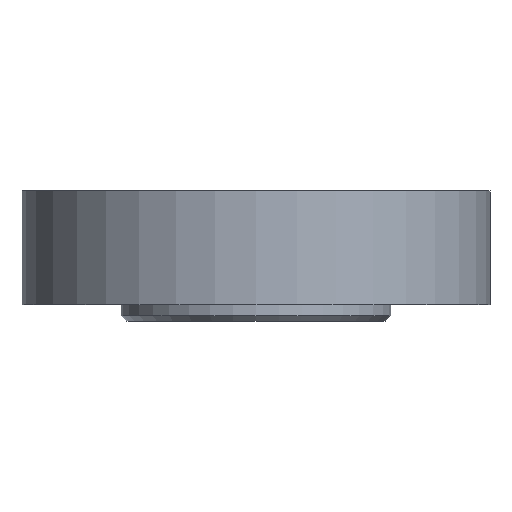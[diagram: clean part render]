
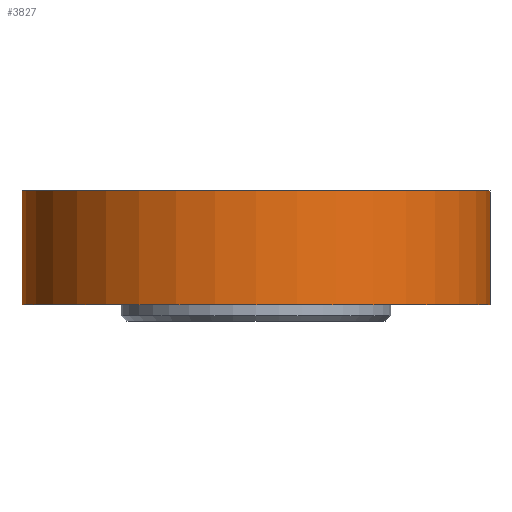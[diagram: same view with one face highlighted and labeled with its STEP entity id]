
A CAD part, front view. The second image highlights one B-rep face of the part: STEP entity #3827.
In plain terms, the highlighted cylindrical face has radius 21.6 mm (diameter 43.2 mm), a partial arc.
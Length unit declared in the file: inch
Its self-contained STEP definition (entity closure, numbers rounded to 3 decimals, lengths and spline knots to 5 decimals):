
#6=CARTESIAN_POINT('',(0.,0.,0.));
#7=DIRECTION('',(0.,0.,1.));
#8=DIRECTION('',(-1.,0.,0.));
#9=AXIS2_PLACEMENT_3D('',#6,#7,#8);
#21=DIRECTION('',(0.,0.,1.));
#22=VECTOR('',#21,0.41339);
#23=CARTESIAN_POINT('',(0.85039,0.,0.));
#24=LINE('',#23,#22);
#25=DIRECTION('',(0.,0.,1.));
#26=VECTOR('',#25,0.41339);
#27=CARTESIAN_POINT('',(-0.85039,0.,0.));
#28=LINE('',#27,#26);
#34=CARTESIAN_POINT('',(0.,0.,0.41339));
#35=DIRECTION('',(0.,0.,1.));
#36=DIRECTION('',(-1.,0.,0.));
#37=AXIS2_PLACEMENT_3D('',#34,#35,#36);
#3190=CARTESIAN_POINT('',(0.85039,0.,0.));
#3191=CARTESIAN_POINT('',(-0.85039,0.,0.));
#3192=VERTEX_POINT('',#3190);
#3193=VERTEX_POINT('',#3191);
#3194=CARTESIAN_POINT('',(0.85039,0.,0.41339));
#3195=CARTESIAN_POINT('',(-0.85039,0.,0.41339));
#3196=VERTEX_POINT('',#3194);
#3197=VERTEX_POINT('',#3195);
#3815=CARTESIAN_POINT('',(0.,0.,0.));
#3816=DIRECTION('',(0.,0.,1.));
#3817=DIRECTION('',(1.,0.,0.));
#3818=AXIS2_PLACEMENT_3D('',#3815,#3816,#3817);
#3819=CYLINDRICAL_SURFACE('',#3818,0.85039);
#3820=ORIENTED_EDGE('',*,*,#3789,.F.);
#3821=ORIENTED_EDGE('',*,*,#3810,.T.);
#3823=ORIENTED_EDGE('',*,*,#3822,.T.);
#3824=ORIENTED_EDGE('',*,*,#3806,.F.);
#3825=EDGE_LOOP('',(#3820,#3821,#3823,#3824));
#3826=FACE_OUTER_BOUND('',#3825,.F.);
#3827=ADVANCED_FACE('',(#3826),#3819,.T.);
#10=CIRCLE('',#9,0.85039);
#38=CIRCLE('',#37,0.85039);
#3789=EDGE_CURVE('',#3193,#3192,#10,.T.);
#3806=EDGE_CURVE('',#3192,#3196,#24,.T.);
#3810=EDGE_CURVE('',#3193,#3197,#28,.T.);
#3822=EDGE_CURVE('',#3197,#3196,#38,.T.);
